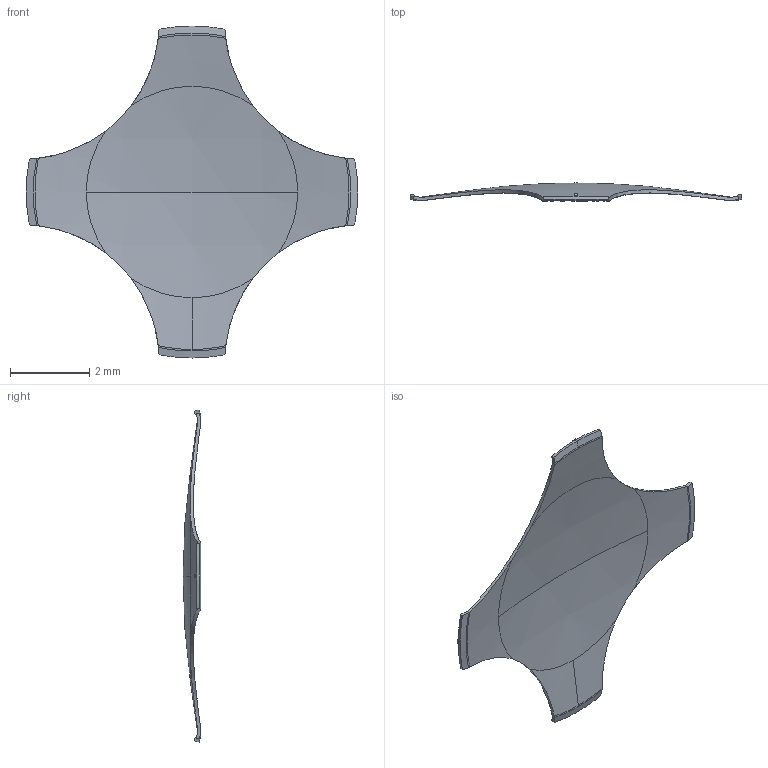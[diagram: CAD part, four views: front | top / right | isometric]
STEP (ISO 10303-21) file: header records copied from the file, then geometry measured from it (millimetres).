
FILE_DESCRIPTION (( 'STEP AP214' ), '1' );
FILE_NAME ('5133.STEP', '2016-05-25T15:03:18', ( '' ), ( '' ), 'SwSTEP 2.0', 'SolidWorks 2013', '' );
FILE_SCHEMA (( 'AUTOMOTIVE_DESIGN' ));
Length unit declared in the file: millimetre
Products named in the file (1): 5133
Bounding box: 8.38 x 0.45 x 8.4 mm (x, y, z)
Volume: 2.8 mm3; surface area: 73 mm2
Topology: 1 solids, 1 shells, 63 faces, 191 edges, 130 vertices
Faces by surface type: cone 25, plane 16, torus 10, cylinder 8, sphere 4
Entity records: 2403 total; most frequent: CARTESIAN_POINT 775, ORIENTED_EDGE 382, DIRECTION 285, EDGE_CURVE 191, VERTEX_POINT 130, AXIS2_PLACEMENT_3D 128, B_SPLINE_CURVE_WITH_KNOTS 98, CIRCLE 64
